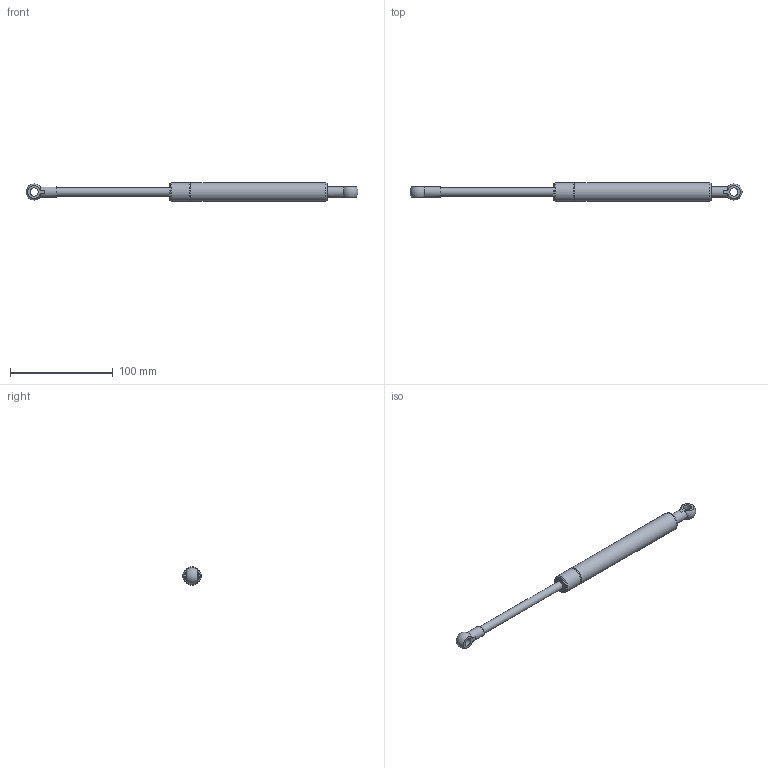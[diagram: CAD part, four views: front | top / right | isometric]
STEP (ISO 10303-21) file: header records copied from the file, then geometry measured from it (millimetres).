
FILE_DESCRIPTION(/* description */ (''),/* implementation_level */ '2;1');
FILE_NAME(/* name */ 'SBG-300-H.stp',/* time_stamp */ '2026-01-20T11:51:56+09:00',/* author */ ('user'),/* organization */ (''),/* preprocessor_version */ 'ST-DEVELOPER v15.6',/* originating_system */ 'Autodesk Inventor 2015',/* authorisation */ '');
FILE_SCHEMA (('AUTOMOTIVE_DESIGN { 1 0 10303 214 3 1 1 }'));
Length unit declared in the file: millimetre
Products named in the file (5): SBG-300-H (3); SBG-300-H (1); SBG-300-H (2); 링크볼; SBG-300-H
Bounding box: 323.88 x 18 x 18 mm (x, y, z)
Volume: 29156.4 mm3; surface area: 24244.3 mm2
Topology: 5 solids, 5 shells, 55 faces, 106 edges, 68 vertices
Faces by surface type: plane 23, cylinder 19, cone 6, torus 5, sphere 2
Full cylindrical faces by diameter (mm): 2 x1, 4.917 x2, 6 x2, 8 x4, 10.5 x2, 12 x1, 14 x3, 16 x1, 17 x1, 18 x2
Entity records: 1153 total; most frequent: DIRECTION 200, CARTESIAN_POINT 183, ORIENTED_EDGE 100, AXIS2_PLACEMENT_3D 97, EDGE_LOOP 82, EDGE_CURVE 50, VERTEX_POINT 46, FACE_OUTER_BOUND 44
